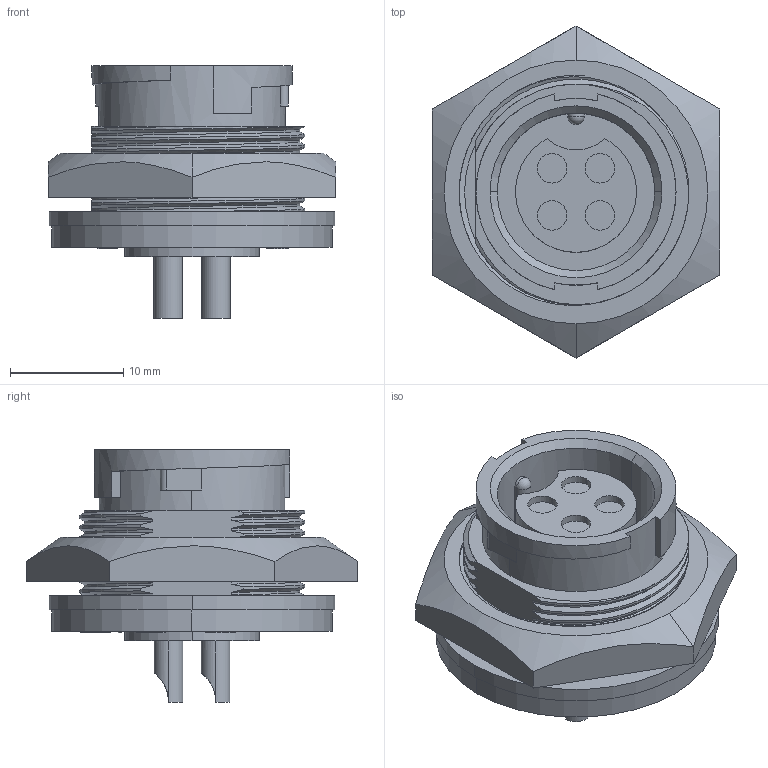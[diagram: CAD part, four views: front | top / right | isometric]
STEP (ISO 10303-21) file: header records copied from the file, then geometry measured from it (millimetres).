
FILE_DESCRIPTION (( 'STEP AP203' ), '1' );
FILE_NAME ('4382-4SG-300.STEP', '2013-05-14T18:13:13', ( 'J0FPBF1' ), ( '' ), 'SwSTEP 2.0', 'SolidWorks 2012', '' );
FILE_SCHEMA (( 'CONFIG_CONTROL_DESIGN' ));
Length unit declared in the file: inch
Products named in the file (1): 4382-4SG-300
Bounding box: 25.4 x 29.33 x 22.3 mm (x, y, z)
Volume: 5267.7 mm3; surface area: 4197.3 mm2
Topology: 2 solids, 2 shells, 269 faces, 713 edges, 472 vertices
Faces by surface type: plane 115, cylinder 78, bspline 67, cone 4, torus 4, sphere 1
Entity records: 16488 total; most frequent: CARTESIAN_POINT 10413, ORIENTED_EDGE 1422, DIRECTION 975, EDGE_CURVE 711, VERTEX_POINT 471, VECTOR 377, LINE 377, AXIS2_PLACEMENT_3D 299
